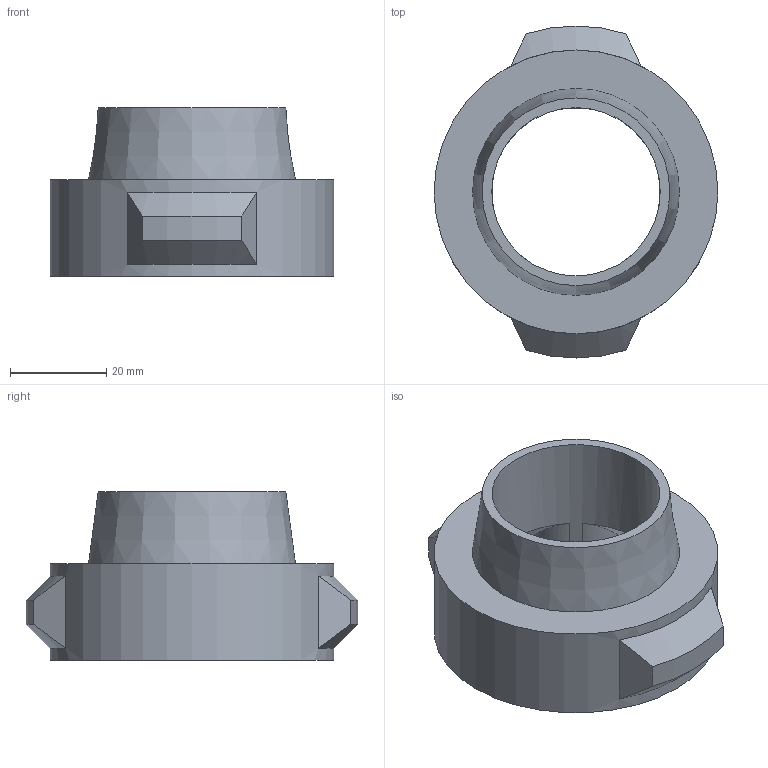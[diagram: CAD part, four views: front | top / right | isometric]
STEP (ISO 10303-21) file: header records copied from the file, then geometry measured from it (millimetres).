
FILE_DESCRIPTION(/* description */ (''),/* implementation_level */ '2;1');
FILE_NAME(/* name */ 'mounting.stp',/* time_stamp */ '2019-02-19T10:50:48+01:00',/* author */ ('Jonas Peper'),/* organization */ (''),/* preprocessor_version */ 'ST-DEVELOPER v17',/* originating_system */ 'Autodesk Inventor 2019',/* authorisation */ '');
FILE_SCHEMA (('AUTOMOTIVE_DESIGN { 1 0 10303 214 3 1 1 }'));
Length unit declared in the file: millimetre
Products named in the file (1): Bolzen
Bounding box: 59 x 69 x 35 mm (x, y, z)
Volume: 36942.6 mm3; surface area: 13527.6 mm2
Topology: 1 solids, 1 shells, 40 faces, 113 edges, 77 vertices
Faces by surface type: cylinder 16, plane 15, cone 9
Full cylindrical faces by diameter (mm): 35 x1, 59 x1
Entity records: 1413 total; most frequent: CARTESIAN_POINT 319, ORIENTED_EDGE 226, DIRECTION 224, EDGE_CURVE 113, AXIS2_PLACEMENT_3D 86, VERTEX_POINT 77, LINE 52, VECTOR 52
